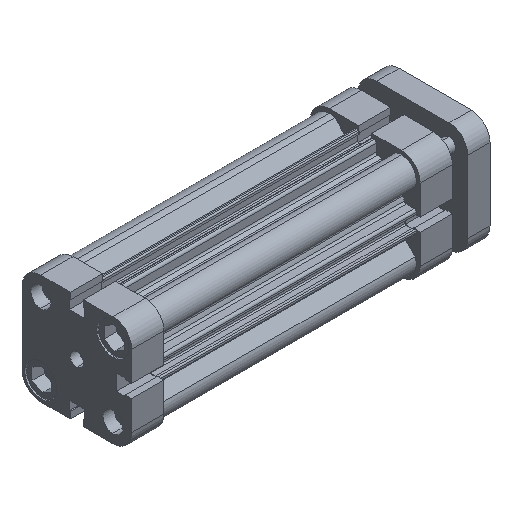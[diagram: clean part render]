
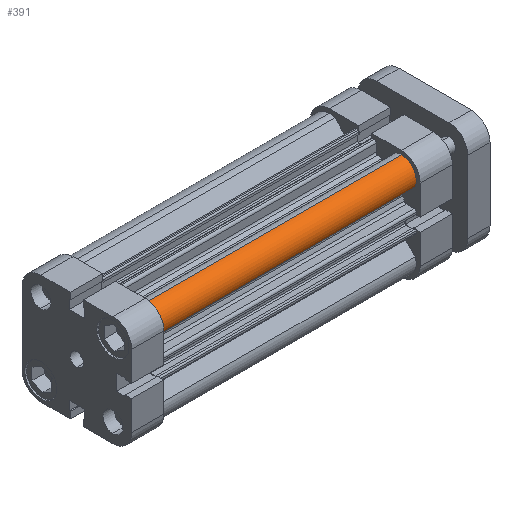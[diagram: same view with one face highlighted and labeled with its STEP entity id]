
A CAD part, isometric view. The second image highlights one B-rep face of the part: STEP entity #391.
In plain terms, the highlighted cylindrical face has radius 6.75 mm (diameter 13.5 mm), a partial arc.
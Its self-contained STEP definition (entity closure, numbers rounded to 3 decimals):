
#391 = ADVANCED_FACE ( 'NONE', ( #9821 ), #9816, .T. ) ;
#858 = CARTESIAN_POINT ( 'NONE',  ( -16.25, -16.25, 0. ) ) ;
#866 = DIRECTION ( 'NONE',  ( 0., 0., 1. ) ) ;
#867 = DIRECTION ( 'NONE',  ( -1., 0., 0. ) ) ;
#889 = CARTESIAN_POINT ( 'NONE',  ( -16.25, -16.25, 115.5 ) ) ;
#896 = DIRECTION ( 'NONE',  ( 0., 0., 1. ) ) ;
#897 = DIRECTION ( 'NONE',  ( -1., 0., 0. ) ) ;
#908 = CARTESIAN_POINT ( 'NONE',  ( -13.633, -22.472, 115.5 ) ) ;
#909 = DIRECTION ( 'NONE',  ( 0., 0., -1. ) ) ;
#915 = CARTESIAN_POINT ( 'NONE',  ( -23., -16.25, 115.5 ) ) ;
#924 = DIRECTION ( 'NONE',  ( 0., 0., -1. ) ) ;
#2934 = EDGE_CURVE ( 'NONE', #7907, #11113, #10098, .T. ) ;
#2945 = EDGE_CURVE ( 'NONE', #11077, #11095, #10113, .T. ) ;
#2950 = EDGE_CURVE ( 'NONE', #11095, #11113, #10102, .T. ) ;
#2956 = EDGE_CURVE ( 'NONE', #11077, #7907, #10127, .T. ) ;
#4046 = AXIS2_PLACEMENT_3D ( 'NONE', #5033, #5812, #5809 ) ;
#4188 = AXIS2_PLACEMENT_3D ( 'NONE', #858, #866, #867 ) ;
#4194 = AXIS2_PLACEMENT_3D ( 'NONE', #889, #896, #897 ) ;
#5033 = CARTESIAN_POINT ( 'NONE',  ( -16.25, -16.25, 115.5 ) ) ;
#5809 = DIRECTION ( 'NONE',  ( -1., 0., 0. ) ) ;
#5812 = DIRECTION ( 'NONE',  ( 0., 0., -1. ) ) ;
#7272 = CARTESIAN_POINT ( 'NONE',  ( -23., -16.25, 0. ) ) ;
#7602 = CARTESIAN_POINT ( 'NONE',  ( -23., -16.25, 115.5 ) ) ;
#7620 = CARTESIAN_POINT ( 'NONE',  ( -13.633, -22.472, 115.5 ) ) ;
#7632 = CARTESIAN_POINT ( 'NONE',  ( -13.633, -22.472, 0. ) ) ;
#7907 = VERTEX_POINT ( 'NONE', #7272 ) ;
#9372 = ORIENTED_EDGE ( 'NONE', *, *, #2950, .F. ) ;
#9373 = ORIENTED_EDGE ( 'NONE', *, *, #2934, .T. ) ;
#9374 = ORIENTED_EDGE ( 'NONE', *, *, #2956, .T. ) ;
#9375 = ORIENTED_EDGE ( 'NONE', *, *, #2945, .F. ) ;
#9816 = CYLINDRICAL_SURFACE ( 'NONE', #4046, 6.75 ) ;
#9821 = FACE_OUTER_BOUND ( 'NONE', #10745, .T. ) ;
#10098 = CIRCLE ( 'NONE', #4188, 6.75 ) ;
#10102 = LINE ( 'NONE', #908, #10112 ) ;
#10112 = VECTOR ( 'NONE', #909, 1000. ) ;
#10113 = CIRCLE ( 'NONE', #4194, 6.75 ) ;
#10127 = LINE ( 'NONE', #915, #10129 ) ;
#10129 = VECTOR ( 'NONE', #924, 1000. ) ;
#10745 = EDGE_LOOP ( 'NONE', ( #9375, #9374, #9373, #9372 ) ) ;
#11077 = VERTEX_POINT ( 'NONE', #7602 ) ;
#11095 = VERTEX_POINT ( 'NONE', #7620 ) ;
#11113 = VERTEX_POINT ( 'NONE', #7632 ) ;
